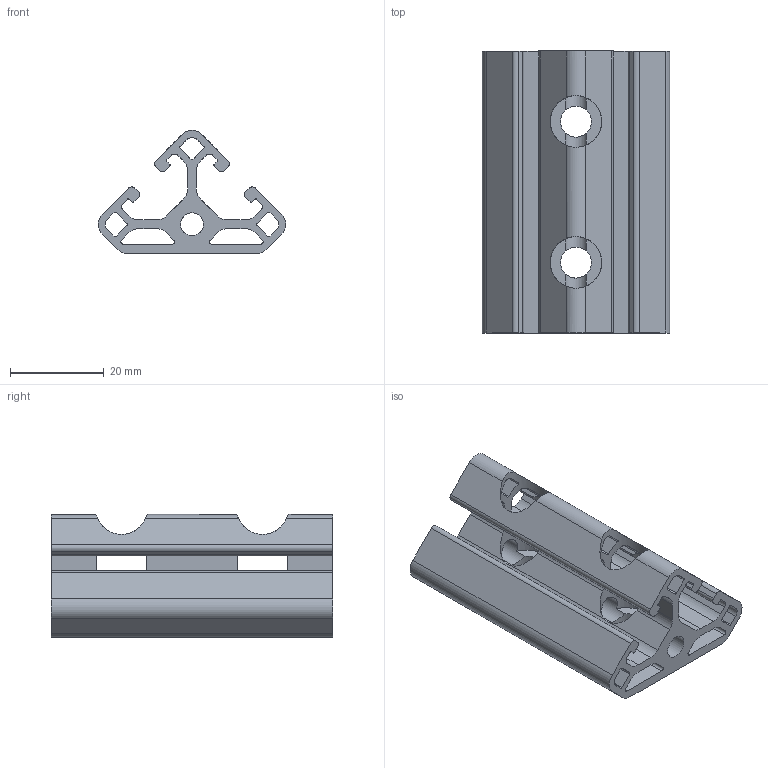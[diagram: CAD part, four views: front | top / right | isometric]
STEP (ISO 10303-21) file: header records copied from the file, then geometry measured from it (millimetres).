
FILE_DESCRIPTION(/* description */ ('Winkelelement T2-60'),/* implementation_level */ '2;1');
FILE_NAME(/* name */ '262321006 Winkelelement T2-60.stp',/* time_stamp */ '2020-03-11T17:10:53+01:00',/* author */ ('wheldmann'),/* organization */ (''),/* preprocessor_version */ 'ST-DEVELOPER v17.2',/* originating_system */ 'Autodesk Inventor 2019',/* authorisation */ '');
FILE_SCHEMA (('AUTOMOTIVE_DESIGN { 1 0 10303 214 3 1 1 }'));
Length unit declared in the file: millimetre
Products named in the file (1): 262321006
Bounding box: 39.92 x 60 x 26.18 mm (x, y, z)
Volume: 16331.2 mm3; surface area: 17074.8 mm2
Topology: 1 solids, 1 shells, 177 faces, 562 edges, 375 vertices
Faces by surface type: cylinder 90, plane 87
Full cylindrical faces by diameter (mm): 4.9 x3, 6.6 x2, 11 x2
Entity records: 7086 total; most frequent: CARTESIAN_POINT 1985, ORIENTED_EDGE 1124, DIRECTION 1023, EDGE_CURVE 562, VERTEX_POINT 375, AXIS2_PLACEMENT_3D 361, LINE 301, VECTOR 301
